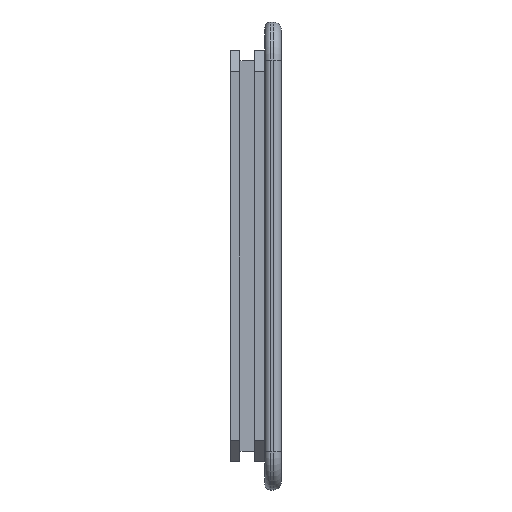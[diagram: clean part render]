
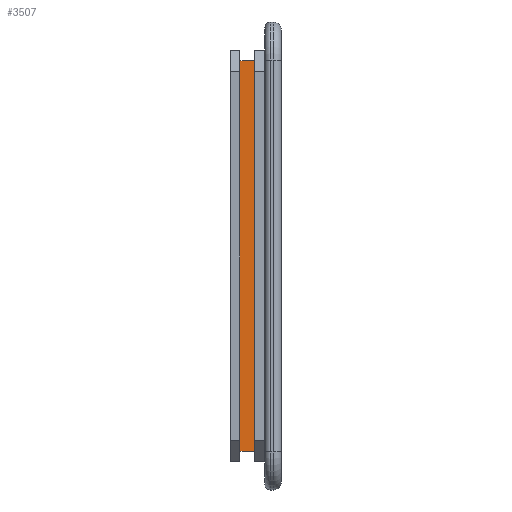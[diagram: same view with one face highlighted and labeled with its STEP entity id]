
A CAD part, left-side view. The second image highlights one B-rep face of the part: STEP entity #3507.
In plain terms, the highlighted planar face has unit normal (-1, 0, 0).
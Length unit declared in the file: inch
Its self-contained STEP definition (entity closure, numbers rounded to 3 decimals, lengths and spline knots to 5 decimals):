
#47 = CARTESIAN_POINT ( 'NONE',  ( 0.0715, 0.049, -0.7885 ) ) ;
#84 = CARTESIAN_POINT ( 'NONE',  ( 0.0715, 0.076, -0.7885 ) ) ;
#95 = DIRECTION ( 'NONE',  ( 0., 0., 1. ) ) ;
#290 = VECTOR ( 'NONE', #95, 39.37008 ) ;
#399 = PLANE ( 'NONE',  #1399 ) ;
#423 = DIRECTION ( 'NONE',  ( -1., 0., 0. ) ) ;
#576 = EDGE_CURVE ( 'NONE', #4382, #1993, #2131, .T. ) ;
#636 = VERTEX_POINT ( 'NONE', #3131 ) ;
#669 = ORIENTED_EDGE ( 'NONE', *, *, #1909, .F. ) ;
#673 = LINE ( 'NONE', #2177, #863 ) ;
#703 = DIRECTION ( 'NONE',  ( 0., 1., 0. ) ) ;
#863 = VECTOR ( 'NONE', #3677, 39.37008 ) ;
#1134 = FACE_OUTER_BOUND ( 'NONE', #3938, .T. ) ;
#1338 = VERTEX_POINT ( 'NONE', #3034 ) ;
#1399 = AXIS2_PLACEMENT_3D ( 'NONE', #47, #423, #2250 ) ;
#1566 = VECTOR ( 'NONE', #3471, 39.37008 ) ;
#1909 = EDGE_CURVE ( 'NONE', #1338, #1993, #3074, .T. ) ;
#1993 = VERTEX_POINT ( 'NONE', #4565 ) ;
#2131 = LINE ( 'NONE', #3633, #4043 ) ;
#2177 = CARTESIAN_POINT ( 'NONE',  ( 0.0715, 0.049, -0.7885 ) ) ;
#2250 = DIRECTION ( 'NONE',  ( 0., 0., 1. ) ) ;
#3034 = CARTESIAN_POINT ( 'NONE',  ( 0.0715, 0.076, -0.7885 ) ) ;
#3074 = LINE ( 'NONE', #84, #1566 ) ;
#3131 = CARTESIAN_POINT ( 'NONE',  ( 0.0715, 0.049, -0.7885 ) ) ;
#3208 = LINE ( 'NONE', #3868, #290 ) ;
#3235 = EDGE_CURVE ( 'NONE', #636, #4382, #3208, .T. ) ;
#3471 = DIRECTION ( 'NONE',  ( 0., 0., 1. ) ) ;
#3507 = ADVANCED_FACE ( 'NONE', ( #1134 ), #399, .T. ) ;
#3580 = ORIENTED_EDGE ( 'NONE', *, *, #3235, .T. ) ;
#3633 = CARTESIAN_POINT ( 'NONE',  ( 0.0715, 0.049, -0.0715 ) ) ;
#3677 = DIRECTION ( 'NONE',  ( 0., 1., 0. ) ) ;
#3868 = CARTESIAN_POINT ( 'NONE',  ( 0.0715, 0.049, -0.7885 ) ) ;
#3938 = EDGE_LOOP ( 'NONE', ( #669, #4567, #3580, #4613 ) ) ;
#4043 = VECTOR ( 'NONE', #703, 39.37008 ) ;
#4069 = EDGE_CURVE ( 'NONE', #636, #1338, #673, .T. ) ;
#4382 = VERTEX_POINT ( 'NONE', #4818 ) ;
#4565 = CARTESIAN_POINT ( 'NONE',  ( 0.0715, 0.076, -0.0715 ) ) ;
#4567 = ORIENTED_EDGE ( 'NONE', *, *, #4069, .F. ) ;
#4613 = ORIENTED_EDGE ( 'NONE', *, *, #576, .T. ) ;
#4818 = CARTESIAN_POINT ( 'NONE',  ( 0.0715, 0.049, -0.0715 ) ) ;
